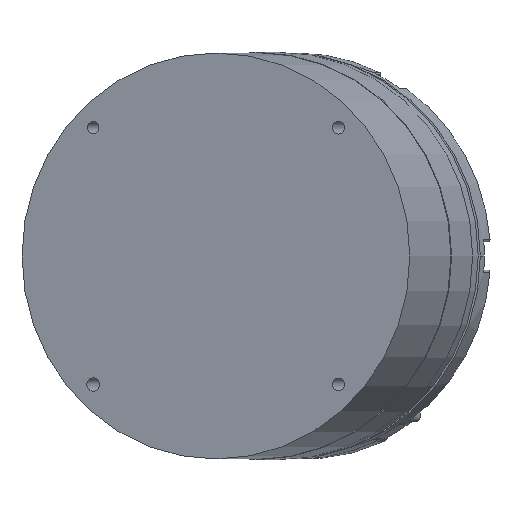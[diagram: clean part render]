
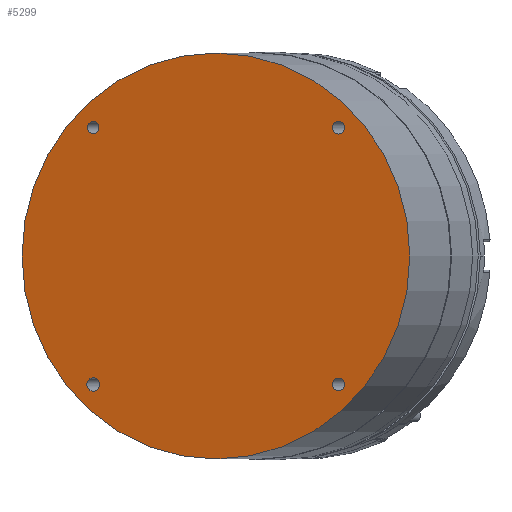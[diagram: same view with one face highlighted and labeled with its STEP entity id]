
A CAD part, front view. The second image highlights one B-rep face of the part: STEP entity #5299.
In plain terms, the highlighted planar face has unit normal (-0.295, -0.955, 0).
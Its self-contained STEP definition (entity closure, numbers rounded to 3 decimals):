
#84 = ORIENTED_EDGE ( 'NONE', *, *, #9896, .F. ) ;
#160 = VERTEX_POINT ( 'NONE', #5071 ) ;
#190 = VERTEX_POINT ( 'NONE', #7953 ) ;
#392 = ORIENTED_EDGE ( 'NONE', *, *, #6772, .F. ) ;
#446 = AXIS2_PLACEMENT_3D ( 'NONE', #3381, #7035, #4459 ) ;
#476 = ORIENTED_EDGE ( 'NONE', *, *, #10336, .F. ) ;
#482 = VERTEX_POINT ( 'NONE', #4883 ) ;
#607 = ORIENTED_EDGE ( 'NONE', *, *, #6681, .F. ) ;
#639 = CIRCLE ( 'NONE', #1786, 0.955 ) ;
#705 = DIRECTION ( 'NONE',  ( -0.295, -0.955, 0. ) ) ;
#898 = EDGE_LOOP ( 'NONE', ( #84, #1890 ) ) ;
#963 = EDGE_LOOP ( 'NONE', ( #1370, #6102 ) ) ;
#1017 = VERTEX_POINT ( 'NONE', #6942 ) ;
#1370 = ORIENTED_EDGE ( 'NONE', *, *, #4138, .F. ) ;
#1486 = CARTESIAN_POINT ( 'NONE',  ( -44.966, -14.489, 160.572 ) ) ;
#1496 = EDGE_CURVE ( 'NONE', #190, #1017, #7157, .T. ) ;
#1560 = EDGE_CURVE ( 'NONE', #9566, #8411, #1617, .T. ) ;
#1564 = CARTESIAN_POINT ( 'NONE',  ( -79.418, -3.834, 126.367 ) ) ;
#1592 = AXIS2_PLACEMENT_3D ( 'NONE', #10495, #10268, #6788 ) ;
#1617 = CIRCLE ( 'NONE', #9078, 0.902 ) ;
#1675 = CARTESIAN_POINT ( 'NONE',  ( -79.418, -3.834, 125.411 ) ) ;
#1690 = EDGE_LOOP ( 'NONE', ( #476, #11106 ) ) ;
#1729 = DIRECTION ( 'NONE',  ( 0., 0., 1. ) ) ;
#1786 = AXIS2_PLACEMENT_3D ( 'NONE', #1675, #9923, #1729 ) ;
#1889 = CARTESIAN_POINT ( 'NONE',  ( -79.418, -3.834, 161.474 ) ) ;
#1890 = ORIENTED_EDGE ( 'NONE', *, *, #1560, .F. ) ;
#2071 = CARTESIAN_POINT ( 'NONE',  ( -44.966, -14.489, 161.474 ) ) ;
#2156 = CIRCLE ( 'NONE', #1592, 0.955 ) ;
#2430 = CARTESIAN_POINT ( 'NONE',  ( -89.42, -0.741, 143.442 ) ) ;
#2548 = FACE_BOUND ( 'NONE', #963, .T. ) ;
#2609 = DIRECTION ( 'NONE',  ( -0.955, 0.295, 0. ) ) ;
#2654 = CARTESIAN_POINT ( 'NONE',  ( -44.966, -14.489, 124.526 ) ) ;
#2679 = CIRCLE ( 'NONE', #10324, 0.902 ) ;
#2739 = ORIENTED_EDGE ( 'NONE', *, *, #3832, .F. ) ;
#2904 = CIRCLE ( 'NONE', #5187, 0.885 ) ;
#3129 = CARTESIAN_POINT ( 'NONE',  ( -79.418, -3.834, 160.634 ) ) ;
#3321 = VERTEX_POINT ( 'NONE', #1564 ) ;
#3381 = CARTESIAN_POINT ( 'NONE',  ( -44.966, -14.489, 125.411 ) ) ;
#3414 = DIRECTION ( 'NONE',  ( -0.295, -0.955, 0. ) ) ;
#3503 = PLANE ( 'NONE',  #8935 ) ;
#3832 = EDGE_CURVE ( 'NONE', #482, #3321, #639, .T. ) ;
#4138 = EDGE_CURVE ( 'NONE', #6060, #9044, #10388, .T. ) ;
#4398 = DIRECTION ( 'NONE',  ( -0.295, -0.955, 0. ) ) ;
#4459 = DIRECTION ( 'NONE',  ( 0., 0., 1. ) ) ;
#4818 = DIRECTION ( 'NONE',  ( -0.295, -0.955, 0. ) ) ;
#4883 = CARTESIAN_POINT ( 'NONE',  ( -79.418, -3.834, 124.456 ) ) ;
#5005 = DIRECTION ( 'NONE',  ( 0., 0., -1. ) ) ;
#5071 = CARTESIAN_POINT ( 'NONE',  ( -79.418, -3.834, 162.313 ) ) ;
#5187 = AXIS2_PLACEMENT_3D ( 'NONE', #9768, #3414, #10718 ) ;
#5246 = FACE_BOUND ( 'NONE', #898, .T. ) ;
#5299 = ADVANCED_FACE ( 'NONE', ( #5246, #6255, #9859, #2548, #8910 ), #3503, .T. ) ;
#5312 = EDGE_CURVE ( 'NONE', #7089, #160, #9320, .T. ) ;
#5358 = CARTESIAN_POINT ( 'NONE',  ( -44.966, -14.489, 161.474 ) ) ;
#5890 = DIRECTION ( 'NONE',  ( 0., 0., -1. ) ) ;
#5898 = DIRECTION ( 'NONE',  ( 0.295, 0.955, 0. ) ) ;
#6060 = VERTEX_POINT ( 'NONE', #6327 ) ;
#6102 = ORIENTED_EDGE ( 'NONE', *, *, #8367, .F. ) ;
#6196 = CARTESIAN_POINT ( 'NONE',  ( -79.418, -3.834, 161.474 ) ) ;
#6255 = FACE_BOUND ( 'NONE', #1690, .T. ) ;
#6327 = CARTESIAN_POINT ( 'NONE',  ( -44.966, -14.489, 126.296 ) ) ;
#6681 = EDGE_CURVE ( 'NONE', #1017, #190, #6736, .T. ) ;
#6736 = CIRCLE ( 'NONE', #11521, 28.5 ) ;
#6772 = EDGE_CURVE ( 'NONE', #3321, #482, #2156, .T. ) ;
#6788 = DIRECTION ( 'NONE',  ( 0., 0., 1. ) ) ;
#6797 = CARTESIAN_POINT ( 'NONE',  ( -62.192, -9.161, 143.442 ) ) ;
#6942 = CARTESIAN_POINT ( 'NONE',  ( -62.192, -9.161, 171.942 ) ) ;
#6968 = EDGE_LOOP ( 'NONE', ( #8501, #607 ) ) ;
#7035 = DIRECTION ( 'NONE',  ( -0.295, -0.955, 0. ) ) ;
#7037 = DIRECTION ( 'NONE',  ( 0., 0., 1. ) ) ;
#7089 = VERTEX_POINT ( 'NONE', #3129 ) ;
#7157 = CIRCLE ( 'NONE', #7923, 28.5 ) ;
#7232 = EDGE_LOOP ( 'NONE', ( #392, #2739 ) ) ;
#7288 = AXIS2_PLACEMENT_3D ( 'NONE', #1889, #8297, #11038 ) ;
#7673 = CIRCLE ( 'NONE', #7288, 0.839 ) ;
#7923 = AXIS2_PLACEMENT_3D ( 'NONE', #6797, #5898, #5005 ) ;
#7953 = CARTESIAN_POINT ( 'NONE',  ( -62.192, -9.161, 114.942 ) ) ;
#8060 = DIRECTION ( 'NONE',  ( -0.295, -0.955, 0. ) ) ;
#8297 = DIRECTION ( 'NONE',  ( -0.295, -0.955, 0. ) ) ;
#8367 = EDGE_CURVE ( 'NONE', #9044, #6060, #2904, .T. ) ;
#8411 = VERTEX_POINT ( 'NONE', #11627 ) ;
#8501 = ORIENTED_EDGE ( 'NONE', *, *, #1496, .F. ) ;
#8717 = CARTESIAN_POINT ( 'NONE',  ( -62.192, -9.161, 143.442 ) ) ;
#8910 = FACE_OUTER_BOUND ( 'NONE', #6968, .T. ) ;
#8935 = AXIS2_PLACEMENT_3D ( 'NONE', #2430, #705, #2609 ) ;
#9021 = DIRECTION ( 'NONE',  ( 0., 0., 1. ) ) ;
#9044 = VERTEX_POINT ( 'NONE', #2654 ) ;
#9078 = AXIS2_PLACEMENT_3D ( 'NONE', #5358, #4398, #7037 ) ;
#9320 = CIRCLE ( 'NONE', #11028, 0.839 ) ;
#9327 = DIRECTION ( 'NONE',  ( 0., 0., 1. ) ) ;
#9496 = DIRECTION ( 'NONE',  ( 0.295, 0.955, 0. ) ) ;
#9566 = VERTEX_POINT ( 'NONE', #1486 ) ;
#9768 = CARTESIAN_POINT ( 'NONE',  ( -44.966, -14.489, 125.411 ) ) ;
#9859 = FACE_BOUND ( 'NONE', #7232, .T. ) ;
#9896 = EDGE_CURVE ( 'NONE', #8411, #9566, #2679, .T. ) ;
#9923 = DIRECTION ( 'NONE',  ( -0.295, -0.955, 0. ) ) ;
#10268 = DIRECTION ( 'NONE',  ( -0.295, -0.955, 0. ) ) ;
#10324 = AXIS2_PLACEMENT_3D ( 'NONE', #2071, #4818, #9327 ) ;
#10336 = EDGE_CURVE ( 'NONE', #160, #7089, #7673, .T. ) ;
#10388 = CIRCLE ( 'NONE', #446, 0.885 ) ;
#10495 = CARTESIAN_POINT ( 'NONE',  ( -79.418, -3.834, 125.411 ) ) ;
#10718 = DIRECTION ( 'NONE',  ( 0., 0., 1. ) ) ;
#11028 = AXIS2_PLACEMENT_3D ( 'NONE', #6196, #8060, #9021 ) ;
#11038 = DIRECTION ( 'NONE',  ( 0., 0., 1. ) ) ;
#11106 = ORIENTED_EDGE ( 'NONE', *, *, #5312, .F. ) ;
#11521 = AXIS2_PLACEMENT_3D ( 'NONE', #8717, #9496, #5890 ) ;
#11627 = CARTESIAN_POINT ( 'NONE',  ( -44.966, -14.489, 162.376 ) ) ;
